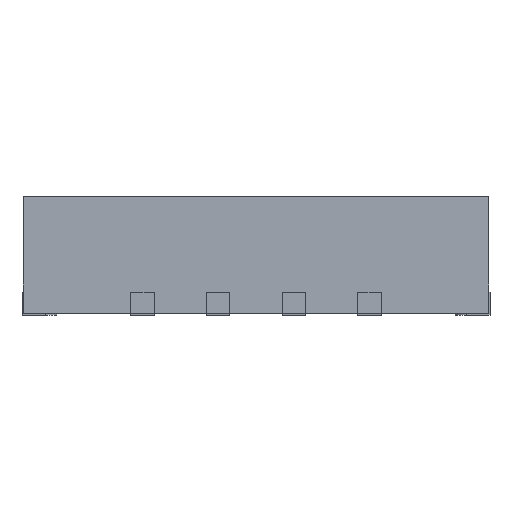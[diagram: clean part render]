
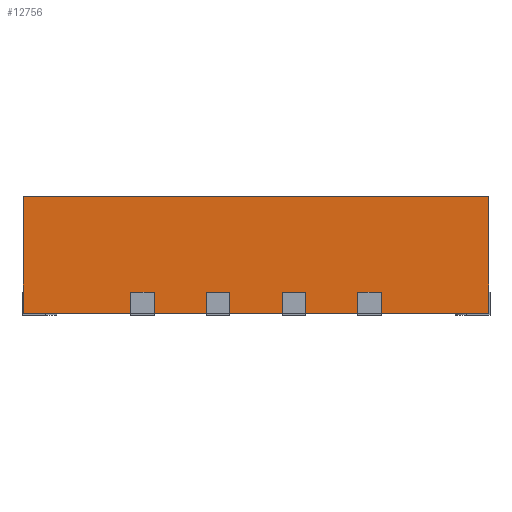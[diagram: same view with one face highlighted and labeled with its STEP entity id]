
A CAD part, left-side view. The second image highlights one B-rep face of the part: STEP entity #12756.
In plain terms, the highlighted planar face has unit normal (-1, 0, 0).
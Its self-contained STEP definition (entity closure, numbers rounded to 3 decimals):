
#340 = EDGE_CURVE ( 'NONE', #5075, #7883, #16371, .T. ) ;
#457 = CARTESIAN_POINT ( 'NONE',  ( -2., -2., 0. ) ) ;
#1324 = PLANE ( 'NONE',  #15060 ) ;
#1941 = ORIENTED_EDGE ( 'NONE', *, *, #340, .F. ) ;
#2390 = VERTEX_POINT ( 'NONE', #2550 ) ;
#2550 = CARTESIAN_POINT ( 'NONE',  ( -2., -2., 0. ) ) ;
#2629 = ORIENTED_EDGE ( 'NONE', *, *, #10818, .T. ) ;
#3008 = VERTEX_POINT ( 'NONE', #15696 ) ;
#4726 = VECTOR ( 'NONE', #18122, 1000. ) ;
#4734 = FACE_OUTER_BOUND ( 'NONE', #22992, .T. ) ;
#5075 = VERTEX_POINT ( 'NONE', #17138 ) ;
#6323 = VECTOR ( 'NONE', #18950, 1000. ) ;
#6520 = DIRECTION ( 'NONE',  ( 1., 0., 0. ) ) ;
#7883 = VERTEX_POINT ( 'NONE', #10526 ) ;
#8015 = VECTOR ( 'NONE', #18268, 1000. ) ;
#8697 = ORIENTED_EDGE ( 'NONE', *, *, #18172, .F. ) ;
#8838 = ORIENTED_EDGE ( 'NONE', *, *, #9238, .T. ) ;
#9179 = CARTESIAN_POINT ( 'NONE',  ( -2., -2., 1. ) ) ;
#9238 = EDGE_CURVE ( 'NONE', #5075, #3008, #10712, .T. ) ;
#10526 = CARTESIAN_POINT ( 'NONE',  ( -2., -2., 1. ) ) ;
#10569 = CARTESIAN_POINT ( 'NONE',  ( -2., -2., 1. ) ) ;
#10712 = LINE ( 'NONE', #14512, #8015 ) ;
#10818 = EDGE_CURVE ( 'NONE', #3008, #2390, #17160, .T. ) ;
#12756 = ADVANCED_FACE ( 'NONE', ( #4734 ), #1324, .F. ) ;
#14512 = CARTESIAN_POINT ( 'NONE',  ( -2., 2., 1. ) ) ;
#14677 = VECTOR ( 'NONE', #15378, 1000. ) ;
#15060 = AXIS2_PLACEMENT_3D ( 'NONE', #19768, #6520, #23427 ) ;
#15071 = LINE ( 'NONE', #9179, #6323 ) ;
#15378 = DIRECTION ( 'NONE',  ( 0., -1., 0. ) ) ;
#15696 = CARTESIAN_POINT ( 'NONE',  ( -2., 2., 0. ) ) ;
#16371 = LINE ( 'NONE', #10569, #4726 ) ;
#17138 = CARTESIAN_POINT ( 'NONE',  ( -2., 2., 1. ) ) ;
#17160 = LINE ( 'NONE', #457, #14677 ) ;
#18122 = DIRECTION ( 'NONE',  ( 0., -1., 0. ) ) ;
#18172 = EDGE_CURVE ( 'NONE', #7883, #2390, #15071, .T. ) ;
#18268 = DIRECTION ( 'NONE',  ( 0., 0., -1. ) ) ;
#18950 = DIRECTION ( 'NONE',  ( 0., 0., -1. ) ) ;
#19768 = CARTESIAN_POINT ( 'NONE',  ( -2., -2., 1. ) ) ;
#22992 = EDGE_LOOP ( 'NONE', ( #2629, #8697, #1941, #8838 ) ) ;
#23427 = DIRECTION ( 'NONE',  ( 0., 0., -1. ) ) ;
